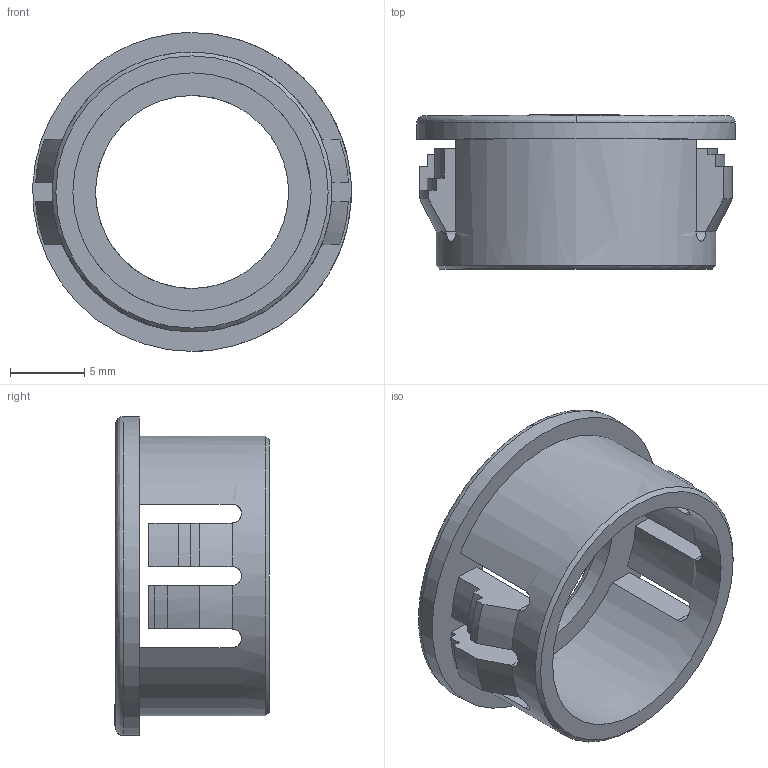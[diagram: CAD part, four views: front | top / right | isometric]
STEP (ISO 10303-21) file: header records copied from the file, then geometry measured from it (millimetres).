
FILE_DESCRIPTION( ( 'STEP AP214' ), '1' );
FILE_NAME( 'PGSB-22.stp', '2020-10-14T18:47:37', ( 'License CC BY-ND 4.0' ), ( 'CADENAS' ), ' ', 'PARTsolutions', ' ' );
FILE_SCHEMA( ( 'AUTOMOTIVE_DESIGN { 1 0 10303 214 1 1 1 1 }' ) );
Length unit declared in the file: millimetre
Products named in the file (2): PGSB-22; 1
Assembly tree (1 placements, depth 2):
  PGSB-22
    1
Bounding box: 21.39 x 10.39 x 21.41 mm (x, y, z)
Volume: 973.5 mm3; surface area: 1640.4 mm2
Topology: 1 solids, 1 shells, 187 faces, 524 edges, 347 vertices
Faces by surface type: bspline 160, revolution 27
Entity records: 8115 total; most frequent: CARTESIAN_POINT 4769, ORIENTED_EDGE 1036, EDGE_CURVE 518, B_SPLINE_CURVE_WITH_KNOTS 487, VERTEX_POINT 346, EDGE_LOOP 206, FACE_OUTER_BOUND 192, ADVANCED_FACE 187
